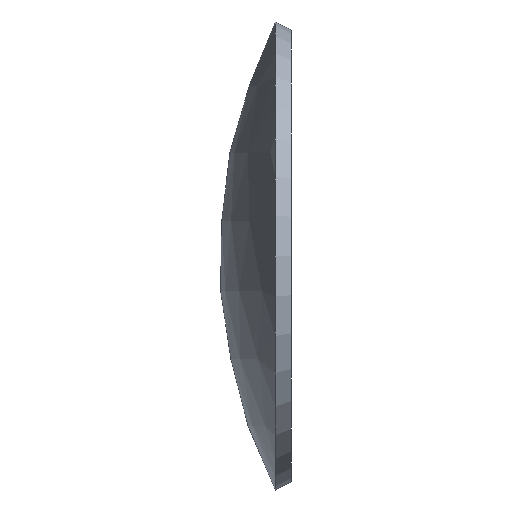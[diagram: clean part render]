
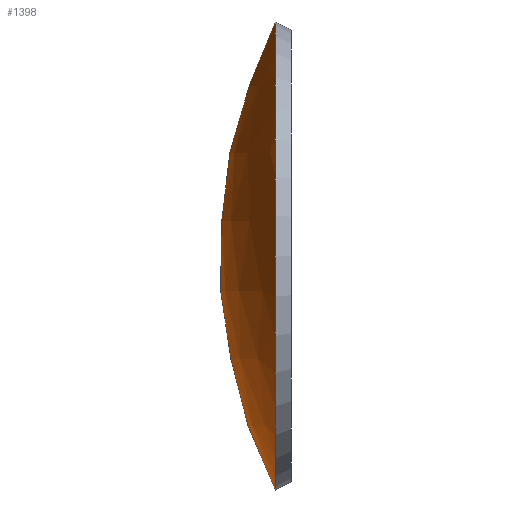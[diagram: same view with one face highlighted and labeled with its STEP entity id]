
A CAD part, left-side view. The second image highlights one B-rep face of the part: STEP entity #1398.
In plain terms, the highlighted spherical face has radius 57.481 mm.
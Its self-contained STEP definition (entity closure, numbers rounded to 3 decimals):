
#427 = DIRECTION ( 'NONE',  ( 1., 0., 0. ) ) ;
#1398 = ADVANCED_FACE ( 'NONE', ( #5238 ), #9865, .T. ) ;
#2261 = DIRECTION ( 'NONE',  ( 0., -1., 0. ) ) ;
#2428 = CARTESIAN_POINT ( 'NONE',  ( 0., -49.481, 0. ) ) ;
#2645 = AXIS2_PLACEMENT_3D ( 'NONE', #9775, #2261, #6992 ) ;
#4031 = VERTEX_POINT ( 'NONE', #10371 ) ;
#4617 = AXIS2_PLACEMENT_3D ( 'NONE', #2428, #8150, #427 ) ;
#5110 = EDGE_LOOP ( 'NONE', ( #12118 ) ) ;
#5238 = FACE_OUTER_BOUND ( 'NONE', #5110, .T. ) ;
#6992 = DIRECTION ( 'NONE',  ( 1., 0., 0. ) ) ;
#8150 = DIRECTION ( 'NONE',  ( 0., 0., 1. ) ) ;
#8689 = CIRCLE ( 'NONE', #2645, 26. ) ;
#9775 = CARTESIAN_POINT ( 'NONE',  ( 0., 1.784, 0. ) ) ;
#9865 = SPHERICAL_SURFACE ( 'NONE', #4617, 57.481 ) ;
#9907 = EDGE_CURVE ( 'NONE', #4031, #4031, #8689, .T. ) ;
#10371 = CARTESIAN_POINT ( 'NONE',  ( 26., 1.784, 0. ) ) ;
#12118 = ORIENTED_EDGE ( 'NONE', *, *, #9907, .F. ) ;
